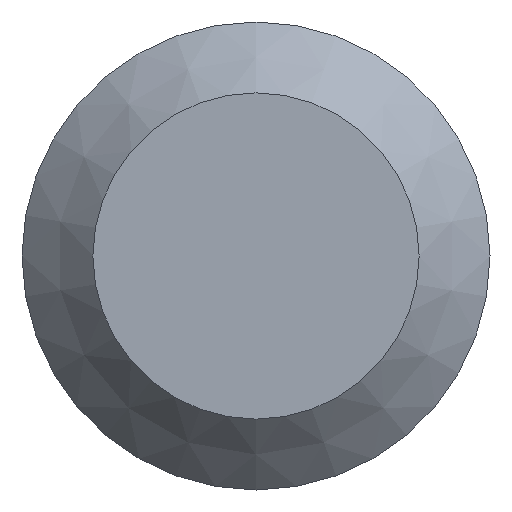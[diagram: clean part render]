
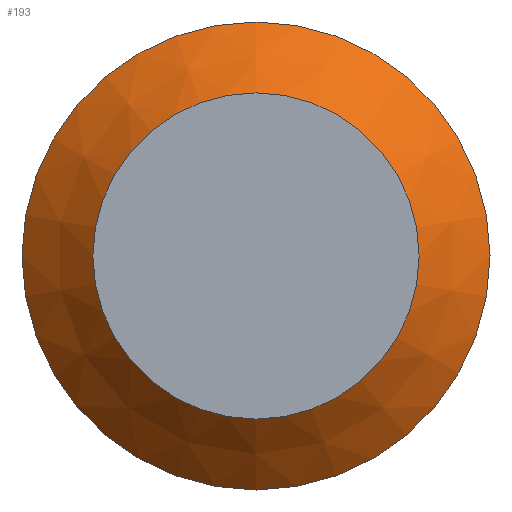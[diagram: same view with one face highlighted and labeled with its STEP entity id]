
A CAD part, front view. The second image highlights one B-rep face of the part: STEP entity #193.
In plain terms, the highlighted conical face has half-angle 45 degrees and reference radius 25.4 mm.
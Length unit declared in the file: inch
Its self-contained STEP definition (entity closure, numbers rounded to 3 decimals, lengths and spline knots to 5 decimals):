
#25=CONICAL_SURFACE('',#228,1.,0.785);
#27=FACE_OUTER_BOUND('',#38,.T.);
#38=EDGE_LOOP('',(#145,#146,#147,#148,#149,#150));
#50=LINE('',#309,#70);
#70=VECTOR('',#255,1.);
#89=CIRCLE('',#224,0.0825);
#92=CIRCLE('',#227,0.0825);
#93=CIRCLE('',#229,0.0575);
#94=CIRCLE('',#230,0.0575);
#95=VERTEX_POINT('',#298);
#96=VERTEX_POINT('',#299);
#99=VERTEX_POINT('',#308);
#100=VERTEX_POINT('',#310);
#113=EDGE_CURVE('',#95,#96,#89,.T.);
#117=EDGE_CURVE('',#96,#95,#92,.T.);
#118=EDGE_CURVE('',#95,#99,#50,.T.);
#119=EDGE_CURVE('',#100,#99,#93,.T.);
#120=EDGE_CURVE('',#99,#100,#94,.T.);
#145=ORIENTED_EDGE('',*,*,#113,.F.);
#146=ORIENTED_EDGE('',*,*,#118,.T.);
#147=ORIENTED_EDGE('',*,*,#119,.F.);
#148=ORIENTED_EDGE('',*,*,#120,.F.);
#149=ORIENTED_EDGE('',*,*,#118,.F.);
#150=ORIENTED_EDGE('',*,*,#117,.F.);
#193=ADVANCED_FACE('',(#27),#25,.T.);
#224=AXIS2_PLACEMENT_3D('',#300,#244,#245);
#227=AXIS2_PLACEMENT_3D('',#306,#251,#252);
#228=AXIS2_PLACEMENT_3D('',#307,#253,#254);
#229=AXIS2_PLACEMENT_3D('',#311,#256,#257);
#230=AXIS2_PLACEMENT_3D('',#312,#258,#259);
#244=DIRECTION('center_axis',(0.,1.,0.));
#245=DIRECTION('ref_axis',(0.,0.,1.));
#251=DIRECTION('center_axis',(0.,1.,0.));
#252=DIRECTION('ref_axis',(0.,0.,1.));
#253=DIRECTION('center_axis',(0.,1.,0.));
#254=DIRECTION('ref_axis',(0.,0.,1.));
#255=DIRECTION('',(0.,-0.707,0.707));
#256=DIRECTION('center_axis',(0.,-1.,0.));
#257=DIRECTION('ref_axis',(0.,0.,1.));
#258=DIRECTION('center_axis',(0.,-1.,0.));
#259=DIRECTION('ref_axis',(0.,0.,1.));
#298=CARTESIAN_POINT('',(0.,-0.225,-0.0825));
#299=CARTESIAN_POINT('',(0.,-0.225,0.0825));
#300=CARTESIAN_POINT('Origin',(0.,-0.225,0.));
#306=CARTESIAN_POINT('Origin',(0.,-0.225,0.));
#307=CARTESIAN_POINT('Origin',(0.,0.6925,0.));
#308=CARTESIAN_POINT('',(0.,-0.25,-0.0575));
#309=CARTESIAN_POINT('',(0.,0.6925,-1.));
#310=CARTESIAN_POINT('',(0.,-0.25,0.0575));
#311=CARTESIAN_POINT('Origin',(0.,-0.25,0.));
#312=CARTESIAN_POINT('Origin',(0.,-0.25,0.));
